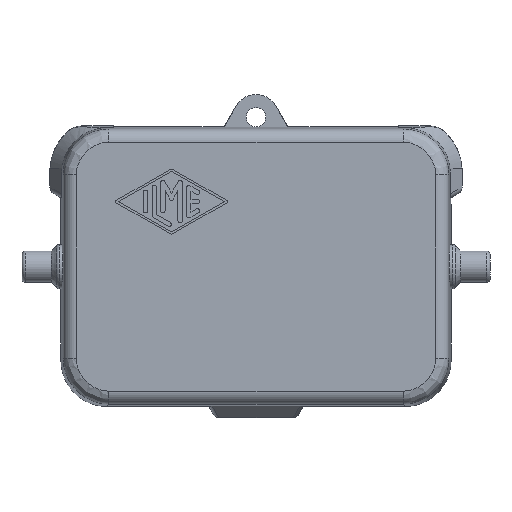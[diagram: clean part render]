
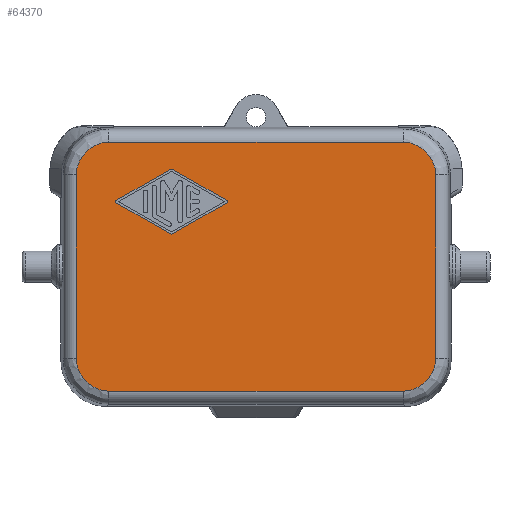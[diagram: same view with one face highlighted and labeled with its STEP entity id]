
A CAD part, top view. The second image highlights one B-rep face of the part: STEP entity #64370.
In plain terms, the highlighted face is planar.
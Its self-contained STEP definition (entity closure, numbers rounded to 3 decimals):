
#5100=CARTESIAN_POINT('',(19.15,-39.651,-12.));
#5110=VERTEX_POINT('',#5100);
#5270=CARTESIAN_POINT('',(19.15,5.654,-12.));
#5280=VERTEX_POINT('',#5270);
#5310=CARTESIAN_POINT('',(19.15,-52.653,-12.));
#5320=DIRECTION('',(0.,1.,0.));
#5330=VECTOR('',#5320,1.);
#5340=LINE('',#5310,#5330);
#5350=EDGE_CURVE('',#5110,#5280,#5340,.T.);
#13730=CARTESIAN_POINT('',(14.153,10.651,
-12.));
#13740=VERTEX_POINT('',#13730);
#13770=CARTESIAN_POINT('',(14.153,10.651,-12.));
#13780=CARTESIAN_POINT('',(15.461,10.651,-12.));
#13790=CARTESIAN_POINT('',(16.722,10.175,
-12.));
#13800=CARTESIAN_POINT('',(17.828,9.33,
-12.));
#13810=CARTESIAN_POINT('',(18.673,8.223,
-12.));
#13820=CARTESIAN_POINT('',(19.15,6.962,-12.));
#13830=CARTESIAN_POINT('',(19.15,5.654,-12.));
#13840=B_SPLINE_CURVE_WITH_KNOTS('',6,(#13770,#13780,#13790,#13800,
#13810,#13820,#13830),.UNSPECIFIED.,.F.,.F.,(7,7),(0.,8.097),
.UNSPECIFIED.);
#13850=EDGE_CURVE('',#13740,#5280,#13840,.T.);
#16860=CARTESIAN_POINT('',(-14.153,-44.648,
-12.));
#16870=VERTEX_POINT('',#16860);
#16920=CARTESIAN_POINT('',(-19.15,-39.651,-12.));
#16930=CARTESIAN_POINT('',(-19.15,-40.959,-12.));
#16940=CARTESIAN_POINT('',(-18.673,-42.22,
-12.));
#16950=CARTESIAN_POINT('',(-17.828,-43.327,
-12.));
#16960=CARTESIAN_POINT('',(-16.722,-44.172,
-12.));
#16970=CARTESIAN_POINT('',(-15.461,-44.648,-12.));
#16980=CARTESIAN_POINT('',(-14.153,-44.648,-12.));
#16990=B_SPLINE_CURVE_WITH_KNOTS('',6,(#16920,#16930,#16940,#16950,
#16960,#16970,#16980),.UNSPECIFIED.,.F.,.F.,(7,7),(0.,8.097),
.UNSPECIFIED.);
#17000=CARTESIAN_POINT('',(-19.15,-39.651,-12.));
#17010=VERTEX_POINT('',#17000);
#17020=EDGE_CURVE('',#17010,#16870,#16990,.T.);
#23810=CARTESIAN_POINT('',(-19.15,5.654,-12.));
#23820=VERTEX_POINT('',#23810);
#23850=CARTESIAN_POINT('',(-19.15,5.654,-12.));
#23860=CARTESIAN_POINT('',(-19.15,6.962,-12.));
#23870=CARTESIAN_POINT('',(-18.673,8.223,
-12.));
#23880=CARTESIAN_POINT('',(-17.828,9.33,
-12.));
#23890=CARTESIAN_POINT('',(-16.722,10.175,
-12.));
#23900=CARTESIAN_POINT('',(-15.461,10.651,-12.));
#23910=CARTESIAN_POINT('',(-14.153,10.651,-12.));
#23920=B_SPLINE_CURVE_WITH_KNOTS('',6,(#23850,#23860,#23870,#23880,
#23890,#23900,#23910),.UNSPECIFIED.,.F.,.F.,(7,7),(0.,8.097),
.UNSPECIFIED.);
#23930=CARTESIAN_POINT('',(-14.153,10.651,
-12.));
#23940=VERTEX_POINT('',#23930);
#23950=EDGE_CURVE('',#23820,#23940,#23920,.T.);
#29120=CARTESIAN_POINT('',(14.153,10.651,-12.));
#29130=DIRECTION('',(-1.,0.,0.));
#29140=VECTOR('',#29130,1.);
#29150=LINE('',#29120,#29140);
#29160=EDGE_CURVE('',#13740,#23940,#29150,.T.);
#35560=CARTESIAN_POINT('',(-19.15,52.653,-12.));
#35570=DIRECTION('',(0.,-1.,0.));
#35580=VECTOR('',#35570,1.);
#35590=LINE('',#35560,#35580);
#35600=EDGE_CURVE('',#23820,#17010,#35590,.T.);
#46720=CARTESIAN_POINT('',(14.153,-44.648,
-12.));
#46730=VERTEX_POINT('',#46720);
#46760=CARTESIAN_POINT('',(14.153,-44.648,-12.));
#46770=DIRECTION('',(-1.,0.,0.));
#46780=VECTOR('',#46770,1.);
#46790=LINE('',#46760,#46780);
#46800=EDGE_CURVE('',#46730,#16870,#46790,.T.);
#63430=CARTESIAN_POINT('',(-21.065,29.417,-12.));
#63440=DIRECTION('',(0.,0.,1.));
#63450=DIRECTION('',(-1.,0.,0.));
#63460=AXIS2_PLACEMENT_3D('',#63430,#63440,#63450);
#63470=PLANE('',#63460);
#63480=ORIENTED_EDGE('',*,*,#17020,.F.);
#63490=ORIENTED_EDGE('',*,*,#46800,.T.);
#63500=CARTESIAN_POINT('',(14.153,-44.648,-12.));
#63510=CARTESIAN_POINT('',(15.461,-44.648,-12.));
#63520=CARTESIAN_POINT('',(16.722,-44.172,
-12.));
#63530=CARTESIAN_POINT('',(17.828,-43.327,
-12.));
#63540=CARTESIAN_POINT('',(18.673,-42.22,
-12.));
#63550=CARTESIAN_POINT('',(19.15,-40.959,-12.));
#63560=CARTESIAN_POINT('',(19.15,-39.651,-12.));
#63570=B_SPLINE_CURVE_WITH_KNOTS('',6,(#63500,#63510,#63520,#63530,
#63540,#63550,#63560),.UNSPECIFIED.,.F.,.F.,(7,7),(0.,8.097),
.UNSPECIFIED.);
#63580=EDGE_CURVE('',#46730,#5110,#63570,.T.);
#63590=ORIENTED_EDGE('',*,*,#63580,.F.);
#63600=ORIENTED_EDGE('',*,*,#5350,.F.);
#63610=ORIENTED_EDGE('',*,*,#13850,.T.);
#63620=ORIENTED_EDGE('',*,*,#29160,.F.);
#63630=ORIENTED_EDGE('',*,*,#23950,.T.);
#63640=ORIENTED_EDGE('',*,*,#35600,.F.);
#63650=EDGE_LOOP('',(#63640,#63630,#63620,#63610,#63600,#63590,#63490,
#63480));
#63660=FACE_OUTER_BOUND('',#63650,.T.);
#63670=CARTESIAN_POINT('',(-10.,-12.49,-12.));
#63680=DIRECTION('',(0.,0.,-1.));
#63690=DIRECTION('',(0.,-1.,0.));
#63700=AXIS2_PLACEMENT_3D('',#63670,#63680,#63690);
#63710=CIRCLE('',#63700,0.166);
#63720=CARTESIAN_POINT('',(-9.855,-12.573,-12.));
#63730=VERTEX_POINT('',#63720);
#63740=CARTESIAN_POINT('',(-10.145,-12.573,-12.));
#63750=VERTEX_POINT('',#63740);
#63760=EDGE_CURVE('',#63730,#63750,#63710,.T.);
#63770=ORIENTED_EDGE('',*,*,#63760,.F.);
#63780=CARTESIAN_POINT('',(-17.331,0.,-12.));
#63790=DIRECTION('',(0.496,-0.868,0.));
#63800=VECTOR('',#63790,1.);
#63810=LINE('',#63780,#63800);
#63820=CARTESIAN_POINT('',(-14.951,-4.164,-12.));
#63830=VERTEX_POINT('',#63820);
#63840=EDGE_CURVE('',#63830,#63750,#63810,.T.);
#63850=ORIENTED_EDGE('',*,*,#63840,.T.);
#63860=CARTESIAN_POINT('',(-14.662,-3.999,-12.));
#63870=DIRECTION('',(0.,0.,-1.));
#63880=DIRECTION('',(0.,-1.,0.));
#63890=AXIS2_PLACEMENT_3D('',#63860,#63870,#63880);
#63900=CIRCLE('',#63890,0.333);
#63910=CARTESIAN_POINT('',(-14.951,-3.833,-12.));
#63920=VERTEX_POINT('',#63910);
#63930=EDGE_CURVE('',#63830,#63920,#63900,.T.);
#63940=ORIENTED_EDGE('',*,*,#63930,.F.);
#63950=CARTESIAN_POINT('',(-12.76,0.,-12.));
#63960=DIRECTION('',(-0.496,-0.868,0.));
#63970=VECTOR('',#63960,1.);
#63980=LINE('',#63950,#63970);
#63990=CARTESIAN_POINT('',(-10.145,4.575,-12.));
#64000=VERTEX_POINT('',#63990);
#64010=EDGE_CURVE('',#64000,#63920,#63980,.T.);
#64020=ORIENTED_EDGE('',*,*,#64010,.T.);
#64030=CARTESIAN_POINT('',(-10.,4.493,-12.));
#64040=DIRECTION('',(0.,0.,-1.));
#64050=DIRECTION('',(0.,-1.,0.));
#64060=AXIS2_PLACEMENT_3D('',#64030,#64040,#64050);
#64070=CIRCLE('',#64060,0.167);
#64080=CARTESIAN_POINT('',(-9.855,4.575,-12.));
#64090=VERTEX_POINT('',#64080);
#64100=EDGE_CURVE('',#64000,#64090,#64070,.T.);
#64110=ORIENTED_EDGE('',*,*,#64100,.F.);
#64120=CARTESIAN_POINT('',(-7.24,0.,-12.));
#64130=DIRECTION('',(-0.496,0.868,0.));
#64140=VECTOR('',#64130,1.);
#64150=LINE('',#64120,#64140);
#64160=CARTESIAN_POINT('',(-5.049,-3.833,-12.));
#64170=VERTEX_POINT('',#64160);
#64180=EDGE_CURVE('',#64170,#64090,#64150,.T.);
#64190=ORIENTED_EDGE('',*,*,#64180,.T.);
#64200=CARTESIAN_POINT('',(-5.338,-3.999,-12.));
#64210=DIRECTION('',(0.,0.,-1.));
#64220=DIRECTION('',(0.,-1.,0.));
#64230=AXIS2_PLACEMENT_3D('',#64200,#64210,#64220);
#64240=CIRCLE('',#64230,0.333);
#64250=CARTESIAN_POINT('',(-5.049,-4.164,-12.));
#64260=VERTEX_POINT('',#64250);
#64270=EDGE_CURVE('',#64170,#64260,#64240,.T.);
#64280=ORIENTED_EDGE('',*,*,#64270,.F.);
#64290=CARTESIAN_POINT('',(-2.669,0.,-12.));
#64300=DIRECTION('',(0.496,0.868,0.));
#64310=VECTOR('',#64300,1.);
#64320=LINE('',#64290,#64310);
#64330=EDGE_CURVE('',#63730,#64260,#64320,.T.);
#64340=ORIENTED_EDGE('',*,*,#64330,.T.);
#64350=EDGE_LOOP('',(#64340,#64280,#64190,#64110,#64020,#63940,#63850,
#63770));
#64360=FACE_BOUND('',#64350,.T.);
#64370=ADVANCED_FACE('',(#63660,#64360),#63470,.F.);
